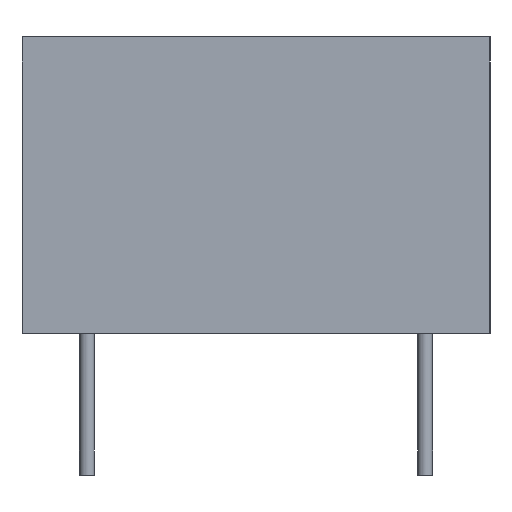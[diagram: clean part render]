
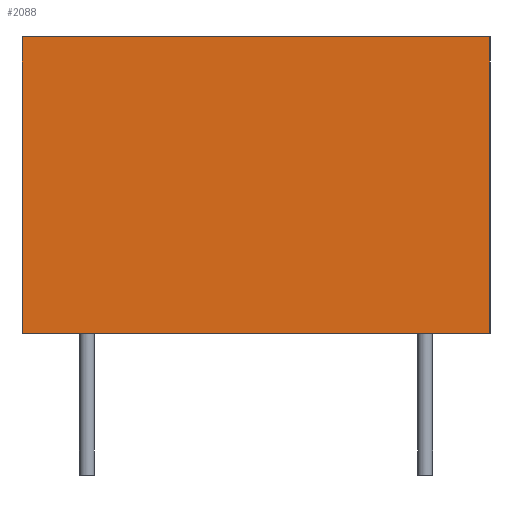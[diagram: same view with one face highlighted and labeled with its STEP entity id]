
A CAD part, left-side view. The second image highlights one B-rep face of the part: STEP entity #2088.
In plain terms, the highlighted planar face has unit normal (-1, 0, 0).
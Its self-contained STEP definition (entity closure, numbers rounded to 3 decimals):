
#242 = VERTEX_POINT('',#243);
#243 = CARTESIAN_POINT('',(0.,0.,0.));
#251 = EDGE_CURVE('',#242,#252,#254,.T.);
#252 = VERTEX_POINT('',#253);
#253 = CARTESIAN_POINT('',(0.,0.,9.));
#254 = LINE('',#255,#256);
#255 = CARTESIAN_POINT('',(0.,0.,0.));
#256 = VECTOR('',#257,1.);
#257 = DIRECTION('',(0.,0.,1.));
#369 = VERTEX_POINT('',#370);
#370 = CARTESIAN_POINT('',(0.,14.2,9.));
#376 = EDGE_CURVE('',#377,#369,#379,.T.);
#377 = VERTEX_POINT('',#378);
#378 = CARTESIAN_POINT('',(0.,14.2,0.));
#379 = LINE('',#380,#381);
#380 = CARTESIAN_POINT('',(0.,14.2,0.));
#381 = VECTOR('',#382,1.);
#382 = DIRECTION('',(0.,0.,1.));
#764 = EDGE_CURVE('',#377,#242,#765,.T.);
#765 = LINE('',#766,#767);
#766 = CARTESIAN_POINT('',(0.,14.2,0.));
#767 = VECTOR('',#768,1.);
#768 = DIRECTION('',(0.,-1.,0.));
#818 = EDGE_CURVE('',#369,#252,#819,.T.);
#819 = LINE('',#820,#821);
#820 = CARTESIAN_POINT('',(0.,14.2,9.));
#821 = VECTOR('',#822,1.);
#822 = DIRECTION('',(0.,-1.,0.));
#2088 = ADVANCED_FACE('',(#2089),#2095,.F.);
#2089 = FACE_BOUND('',#2090,.F.);
#2090 = EDGE_LOOP('',(#2091,#2092,#2093,#2094));
#2091 = ORIENTED_EDGE('',*,*,#376,.T.);
#2092 = ORIENTED_EDGE('',*,*,#818,.T.);
#2093 = ORIENTED_EDGE('',*,*,#251,.F.);
#2094 = ORIENTED_EDGE('',*,*,#764,.F.);
#2095 = PLANE('',#2096);
#2096 = AXIS2_PLACEMENT_3D('',#2097,#2098,#2099);
#2097 = CARTESIAN_POINT('',(0.,14.2,0.));
#2098 = DIRECTION('',(1.,0.,0.));
#2099 = DIRECTION('',(0.,-1.,0.));
